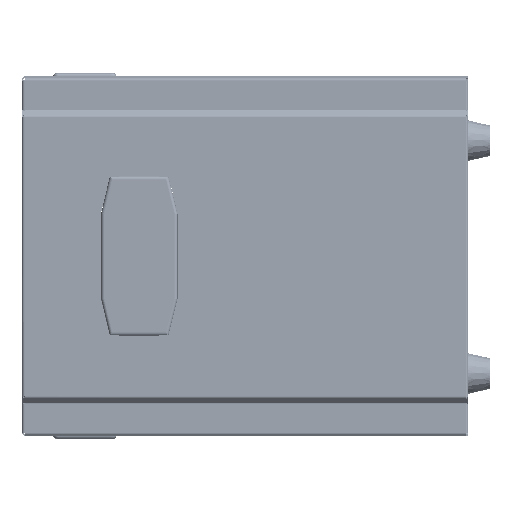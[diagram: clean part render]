
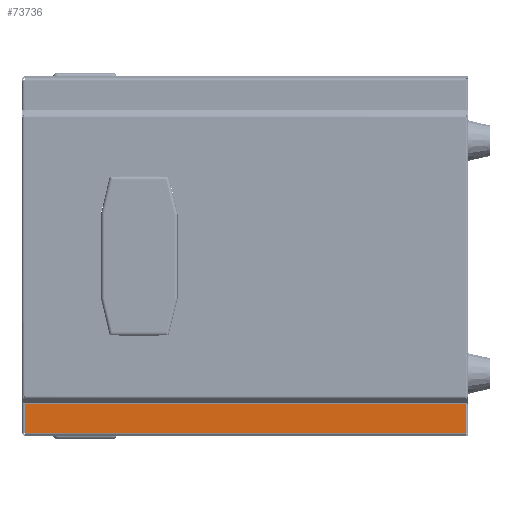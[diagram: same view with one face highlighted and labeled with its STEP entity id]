
A CAD part, left-side view. The second image highlights one B-rep face of the part: STEP entity #73736.
In plain terms, the highlighted face is planar.
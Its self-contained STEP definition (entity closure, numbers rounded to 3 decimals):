
#9796 = LINE ( 'NONE', #112762, #103972 ) ;
#15889 = LINE ( 'NONE', #35017, #25653 ) ;
#22080 = LINE ( 'NONE', #69201, #86715 ) ;
#24466 = ORIENTED_EDGE ( 'NONE', *, *, #33550, .T. ) ;
#25653 = VECTOR ( 'NONE', #64213, 1000. ) ;
#26830 = VERTEX_POINT ( 'NONE', #64045 ) ;
#28233 = ORIENTED_EDGE ( 'NONE', *, *, #80970, .T. ) ;
#32416 = EDGE_CURVE ( 'NONE', #54582, #82009, #22080, .T. ) ;
#33550 = EDGE_CURVE ( 'NONE', #72725, #26830, #15889, .T. ) ;
#35017 = CARTESIAN_POINT ( 'NONE',  ( 194.466, 48.677, 2.736 ) ) ;
#45039 = FACE_OUTER_BOUND ( 'NONE', #47672, .T. ) ;
#46305 = EDGE_CURVE ( 'NONE', #72725, #82009, #9796, .T. ) ;
#47220 = ORIENTED_EDGE ( 'NONE', *, *, #46305, .F. ) ;
#47667 = CARTESIAN_POINT ( 'NONE',  ( 175.102, 48.677, 2.736 ) ) ;
#47672 = EDGE_LOOP ( 'NONE', ( #28233, #114696, #47220, #24466 ) ) ;
#54582 = VERTEX_POINT ( 'NONE', #73113 ) ;
#54950 = CARTESIAN_POINT ( 'NONE',  ( 0., 0., 2.736 ) ) ;
#58753 = DIRECTION ( 'NONE',  ( 0., -1., 0. ) ) ;
#59314 = DIRECTION ( 'NONE',  ( -1., 0., 0. ) ) ;
#63374 = CARTESIAN_POINT ( 'NONE',  ( 175.102, -220.253, 2.736 ) ) ;
#64045 = CARTESIAN_POINT ( 'NONE',  ( 192.929, 48.677, 2.736 ) ) ;
#64213 = DIRECTION ( 'NONE',  ( 1., 0., 0. ) ) ;
#66751 = VECTOR ( 'NONE', #58753, 1000. ) ;
#69201 = CARTESIAN_POINT ( 'NONE',  ( 174.797, -220.253, 2.736 ) ) ;
#72380 = DIRECTION ( 'NONE',  ( 0., 0., 1. ) ) ;
#72725 = VERTEX_POINT ( 'NONE', #47667 ) ;
#73113 = CARTESIAN_POINT ( 'NONE',  ( 192.929, -220.253, 2.736 ) ) ;
#73736 = ADVANCED_FACE ( 'NONE', ( #45039 ), #90996, .F. ) ;
#76817 = LINE ( 'NONE', #97840, #66751 ) ;
#80970 = EDGE_CURVE ( 'NONE', #26830, #54582, #76817, .T. ) ;
#82009 = VERTEX_POINT ( 'NONE', #63374 ) ;
#83604 = DIRECTION ( 'NONE',  ( 0., -1., 0. ) ) ;
#86715 = VECTOR ( 'NONE', #59314, 1000. ) ;
#90996 = PLANE ( 'NONE',  #102329 ) ;
#97840 = CARTESIAN_POINT ( 'NONE',  ( 192.929, 48.677, 2.736 ) ) ;
#102329 = AXIS2_PLACEMENT_3D ( 'NONE', #54950, #72380, #121381 ) ;
#103972 = VECTOR ( 'NONE', #83604, 1000. ) ;
#112762 = CARTESIAN_POINT ( 'NONE',  ( 175.102, 48.677, 2.736 ) ) ;
#114696 = ORIENTED_EDGE ( 'NONE', *, *, #32416, .T. ) ;
#121381 = DIRECTION ( 'NONE',  ( 1., 0., 0. ) ) ;
